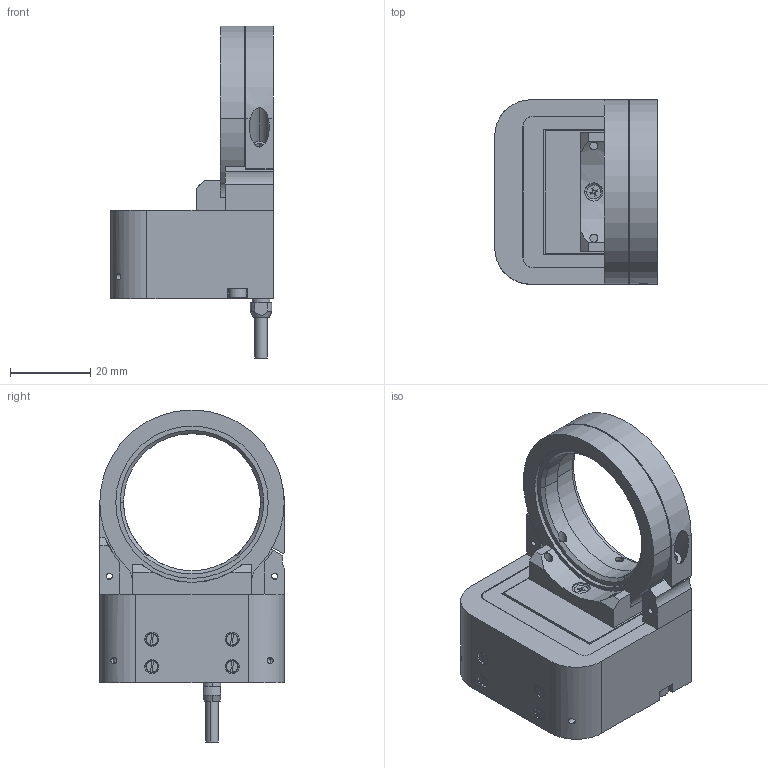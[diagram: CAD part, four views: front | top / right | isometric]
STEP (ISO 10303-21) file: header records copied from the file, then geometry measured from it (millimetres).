
FILE_DESCRIPTION (( 'STEP AP203' ), '1' );
FILE_NAME ('P-725.xCA.STEP', '2014-02-12T13:42:53', ( 'test' ), ( '' ), 'SwSTEP 2.0', 'SolidWorks 2012', '' );
FILE_SCHEMA (( 'CONFIG_CONTROL_DESIGN' ));
Length unit declared in the file: millimetre
Products named in the file (1): P-725.xCA
Bounding box: 40.5 x 46 x 82.8 mm (x, y, z)
Volume: 47802 mm3; surface area: 24976.1 mm2
Topology: 21 solids, 21 shells, 717 faces, 1784 edges, 1095 vertices
Faces by surface type: cylinder 275, plane 274, cone 134, torus 34
Entity records: 22320 total; most frequent: CARTESIAN_POINT 5048, DIRECTION 3720, ORIENTED_EDGE 3472, EDGE_CURVE 1736, AXIS2_PLACEMENT_3D 1403, VERTEX_POINT 1095, VECTOR 914, LINE 914
